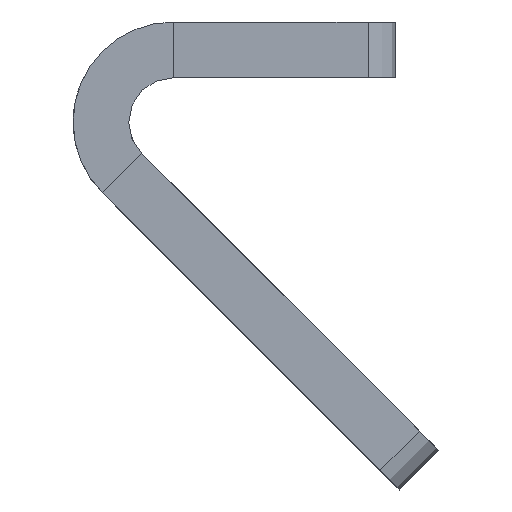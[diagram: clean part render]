
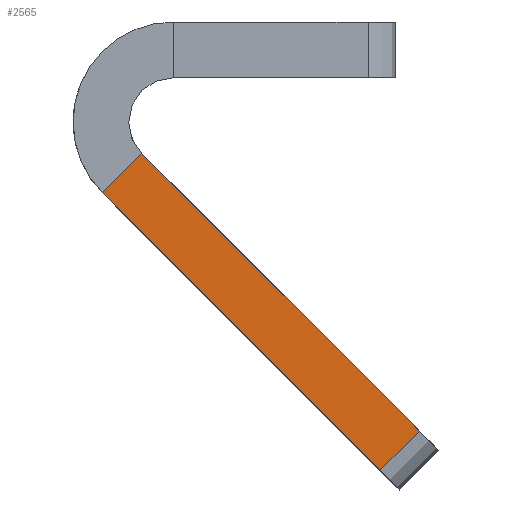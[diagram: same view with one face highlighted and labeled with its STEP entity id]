
A CAD part, front view. The second image highlights one B-rep face of the part: STEP entity #2565.
In plain terms, the highlighted planar face has unit normal (0, -1, 0).
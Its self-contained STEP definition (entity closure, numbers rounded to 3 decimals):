
#139 = ORIENTED_EDGE ( 'NONE', *, *, #6700, .T. ) ;
#299 = VECTOR ( 'NONE', #3629, 1000. ) ;
#316 = VECTOR ( 'NONE', #3260, 1000. ) ;
#401 = AXIS2_PLACEMENT_3D ( 'NONE', #3101, #1173, #5588 ) ;
#1016 = VERTEX_POINT ( 'NONE', #3255 ) ;
#1173 = DIRECTION ( 'NONE',  ( 0., 1., 0. ) ) ;
#1350 = CARTESIAN_POINT ( 'NONE',  ( 0.707, -931., 2.121 ) ) ;
#1434 = LINE ( 'NONE', #1751, #6245 ) ;
#1751 = CARTESIAN_POINT ( 'NONE',  ( -16.829, -931., 16.829 ) ) ;
#1829 = LINE ( 'NONE', #1350, #316 ) ;
#2100 = DIRECTION ( 'NONE',  ( 0.707, 0., -0.707 ) ) ;
#2565 = ADVANCED_FACE ( 'NONE', ( #4301 ), #5561, .F. ) ;
#2787 = ORIENTED_EDGE ( 'NONE', *, *, #5790, .T. ) ;
#3062 = DIRECTION ( 'NONE',  ( 0.707, 0., -0.707 ) ) ;
#3096 = EDGE_LOOP ( 'NONE', ( #2787, #6153, #7303, #139 ) ) ;
#3101 = CARTESIAN_POINT ( 'NONE',  ( -8.138, -931., 13.229 ) ) ;
#3255 = CARTESIAN_POINT ( 'NONE',  ( -0.707, -931., 0.707 ) ) ;
#3260 = DIRECTION ( 'NONE',  ( 0.707, 0., 0.707 ) ) ;
#3513 = VERTEX_POINT ( 'NONE', #4027 ) ;
#3629 = DIRECTION ( 'NONE',  ( -0.707, 0., -0.707 ) ) ;
#4027 = CARTESIAN_POINT ( 'NONE',  ( -10.684, -931., 10.684 ) ) ;
#4301 = FACE_OUTER_BOUND ( 'NONE', #3096, .T. ) ;
#4661 = EDGE_CURVE ( 'NONE', #1016, #8120, #1829, .T. ) ;
#4786 = CARTESIAN_POINT ( 'NONE',  ( 0.707, -931., 2.121 ) ) ;
#5222 = VERTEX_POINT ( 'NONE', #5324 ) ;
#5246 = CARTESIAN_POINT ( 'NONE',  ( -15.415, -931., 18.243 ) ) ;
#5324 = CARTESIAN_POINT ( 'NONE',  ( -9.269, -931., 12.098 ) ) ;
#5561 = PLANE ( 'NONE',  #401 ) ;
#5588 = DIRECTION ( 'NONE',  ( 1., 0., 0. ) ) ;
#5790 = EDGE_CURVE ( 'NONE', #3513, #1016, #1434, .T. ) ;
#6153 = ORIENTED_EDGE ( 'NONE', *, *, #4661, .T. ) ;
#6245 = VECTOR ( 'NONE', #3062, 1000. ) ;
#6638 = LINE ( 'NONE', #7384, #299 ) ;
#6700 = EDGE_CURVE ( 'NONE', #5222, #3513, #6638, .T. ) ;
#6710 = VECTOR ( 'NONE', #2100, 1000. ) ;
#7118 = LINE ( 'NONE', #5246, #6710 ) ;
#7303 = ORIENTED_EDGE ( 'NONE', *, *, #7353, .F. ) ;
#7353 = EDGE_CURVE ( 'NONE', #5222, #8120, #7118, .T. ) ;
#7384 = CARTESIAN_POINT ( 'NONE',  ( -9.269, -931., 12.098 ) ) ;
#8120 = VERTEX_POINT ( 'NONE', #4786 ) ;
